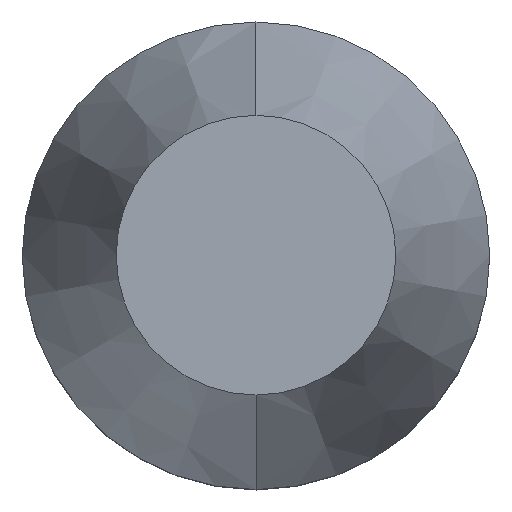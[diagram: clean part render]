
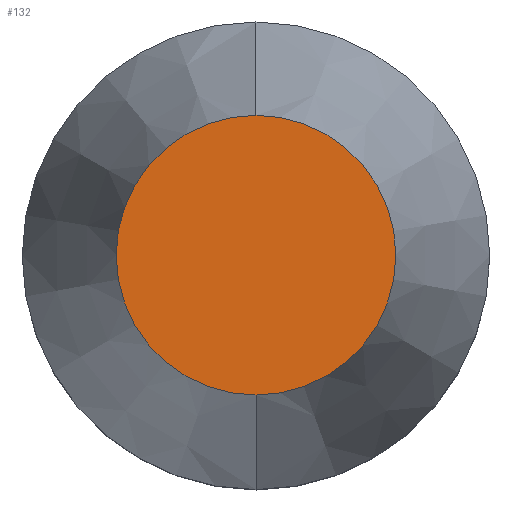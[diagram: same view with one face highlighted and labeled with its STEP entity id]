
A CAD part, top view. The second image highlights one B-rep face of the part: STEP entity #132.
In plain terms, the highlighted planar face has unit normal (0, 0, 1).
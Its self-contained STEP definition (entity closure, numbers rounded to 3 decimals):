
#78=EDGE_CURVE('',#144,#106,#183,.T.);
#82=EDGE_CURVE('',#106,#144,#187,.T.);
#106=VERTEX_POINT('',#216);
#132=ADVANCED_FACE('',(#244),#245,.T.);
#144=VERTEX_POINT('',#258);
#183=CIRCLE('',#294,2.392);
#187=CIRCLE('',#299,2.392);
#216=CARTESIAN_POINT('',(0.,2.392,10.));
#244=FACE_OUTER_BOUND('',#370,.T.);
#245=PLANE('',#371);
#258=CARTESIAN_POINT('',(0.,-2.392,10.));
#294=AXIS2_PLACEMENT_3D('',#420,#421,#422);
#299=AXIS2_PLACEMENT_3D('',#423,#424,#425);
#370=EDGE_LOOP('',(#501,#502));
#371=AXIS2_PLACEMENT_3D('',#503,#504,#505);
#420=CARTESIAN_POINT('',(0.,0.,10.));
#421=DIRECTION('',(0.0,0.0,1.0));
#422=DIRECTION('',(0.,-1.0,0.0));
#423=CARTESIAN_POINT('',(0.,0.,10.));
#424=DIRECTION('',(0.0,0.0,1.0));
#425=DIRECTION('',(0.,-1.0,0.0));
#501=ORIENTED_EDGE('',*,*,#78,.T.);
#502=ORIENTED_EDGE('',*,*,#82,.T.);
#503=CARTESIAN_POINT('',(0.,-1.196,10.));
#504=DIRECTION('',(0.0,0.0,1.0));
#505=DIRECTION('',(0.,-1.0,0.0));
